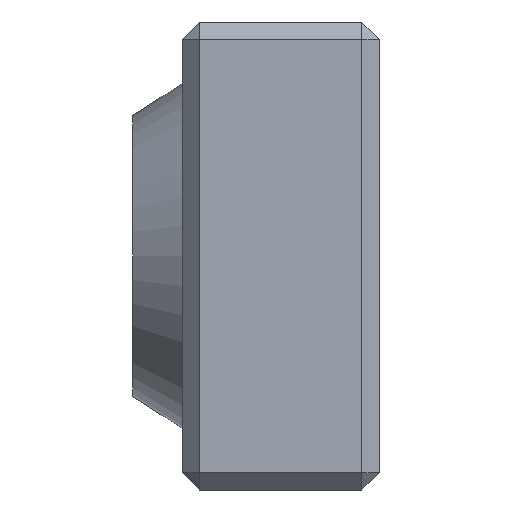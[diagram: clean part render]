
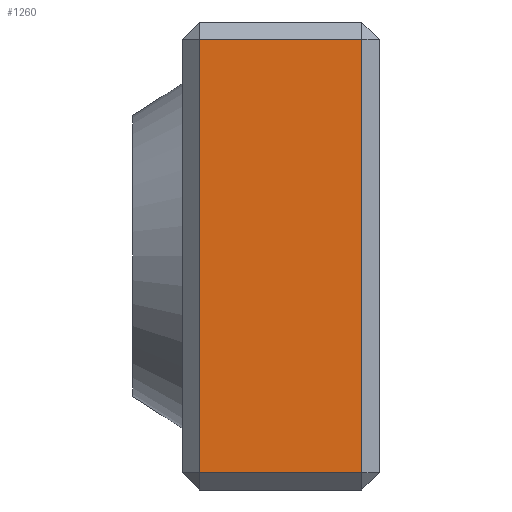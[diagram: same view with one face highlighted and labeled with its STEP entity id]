
A CAD part, left-side view. The second image highlights one B-rep face of the part: STEP entity #1260.
In plain terms, the highlighted planar face has unit normal (-1, 0, 0).
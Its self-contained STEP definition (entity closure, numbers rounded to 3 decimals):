
#29 = CARTESIAN_POINT ( 'NONE',  ( -19., 7.3, -8.8 ) ) ;
#32 = LINE ( 'NONE', #447, #922 ) ;
#63 = EDGE_CURVE ( 'NONE', #412, #690, #32, .T. ) ;
#64 = ORIENTED_EDGE ( 'NONE', *, *, #1155, .T. ) ;
#100 = DIRECTION ( 'NONE',  ( 0., 1., 0. ) ) ;
#131 = VECTOR ( 'NONE', #100, 1000. ) ;
#150 = VECTOR ( 'NONE', #1281, 1000. ) ;
#224 = EDGE_CURVE ( 'NONE', #904, #458, #481, .T. ) ;
#250 = CARTESIAN_POINT ( 'NONE',  ( -19., 8., -9.5 ) ) ;
#384 = ORIENTED_EDGE ( 'NONE', *, *, #224, .T. ) ;
#412 = VERTEX_POINT ( 'NONE', #29 ) ;
#447 = CARTESIAN_POINT ( 'NONE',  ( -19., 8., -8.8 ) ) ;
#458 = VERTEX_POINT ( 'NONE', #1022 ) ;
#481 = LINE ( 'NONE', #589, #131 ) ;
#517 = CARTESIAN_POINT ( 'NONE',  ( -19., 0.7, 8.8 ) ) ;
#562 = DIRECTION ( 'NONE',  ( 0., 0., 1. ) ) ;
#582 = CARTESIAN_POINT ( 'NONE',  ( -19., 7.3, -9.5 ) ) ;
#589 = CARTESIAN_POINT ( 'NONE',  ( -19., 8., 8.8 ) ) ;
#657 = ORIENTED_EDGE ( 'NONE', *, *, #63, .T. ) ;
#690 = VERTEX_POINT ( 'NONE', #1032 ) ;
#749 = DIRECTION ( 'NONE',  ( 0., 0., -1. ) ) ;
#756 = DIRECTION ( 'NONE',  ( 1., 0., 0. ) ) ;
#804 = EDGE_CURVE ( 'NONE', #690, #904, #921, .T. ) ;
#904 = VERTEX_POINT ( 'NONE', #517 ) ;
#908 = LINE ( 'NONE', #582, #150 ) ;
#921 = LINE ( 'NONE', #1133, #1189 ) ;
#922 = VECTOR ( 'NONE', #1224, 1000. ) ;
#946 = AXIS2_PLACEMENT_3D ( 'NONE', #250, #756, #749 ) ;
#948 = PLANE ( 'NONE',  #946 ) ;
#997 = ORIENTED_EDGE ( 'NONE', *, *, #804, .T. ) ;
#1022 = CARTESIAN_POINT ( 'NONE',  ( -19., 7.3, 8.8 ) ) ;
#1032 = CARTESIAN_POINT ( 'NONE',  ( -19., 0.7, -8.8 ) ) ;
#1094 = FACE_OUTER_BOUND ( 'NONE', #1123, .T. ) ;
#1123 = EDGE_LOOP ( 'NONE', ( #64, #657, #997, #384 ) ) ;
#1133 = CARTESIAN_POINT ( 'NONE',  ( -19., 0.7, -9.5 ) ) ;
#1155 = EDGE_CURVE ( 'NONE', #458, #412, #908, .T. ) ;
#1189 = VECTOR ( 'NONE', #562, 1000. ) ;
#1224 = DIRECTION ( 'NONE',  ( 0., -1., 0. ) ) ;
#1260 = ADVANCED_FACE ( 'NONE', ( #1094 ), #948, .F. ) ;
#1281 = DIRECTION ( 'NONE',  ( 0., 0., -1. ) ) ;
